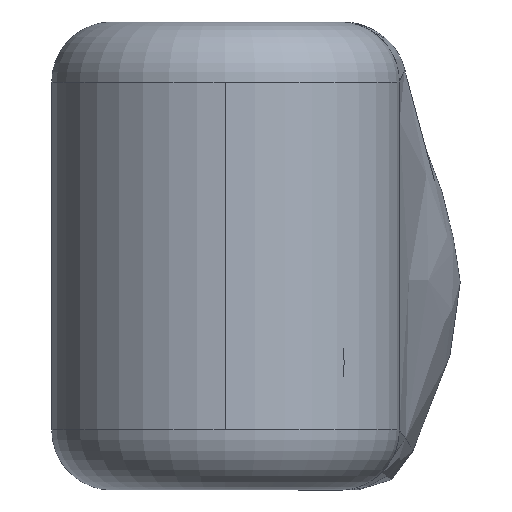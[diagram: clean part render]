
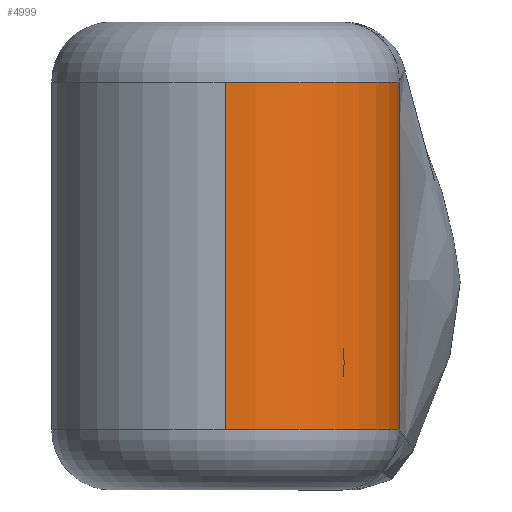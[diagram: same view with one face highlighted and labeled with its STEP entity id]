
A CAD part, left-side view. The second image highlights one B-rep face of the part: STEP entity #4999.
In plain terms, the highlighted cylindrical face has radius 14.5 mm (diameter 29 mm), a partial arc.
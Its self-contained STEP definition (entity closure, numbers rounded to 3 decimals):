
#85 = EDGE_CURVE ( 'NONE', #3081, #2632, #2060, .T. ) ;
#107 = ORIENTED_EDGE ( 'NONE', *, *, #2303, .T. ) ;
#298 = DIRECTION ( 'NONE',  ( 1., 0., 0. ) ) ;
#427 = VERTEX_POINT ( 'NONE', #2862 ) ;
#436 = LINE ( 'NONE', #730, #2902 ) ;
#659 = EDGE_CURVE ( 'NONE', #897, #427, #4891, .T. ) ;
#691 = DIRECTION ( 'NONE',  ( 0., 0., -1. ) ) ;
#730 = CARTESIAN_POINT ( 'NONE',  ( -14.5, 0., 39. ) ) ;
#788 = B_SPLINE_CURVE_WITH_KNOTS ( 'NONE', 3,
 ( #2228, #3399, #2310, #3450 ),
 .UNSPECIFIED., .F., .F.,
 ( 4, 4 ),
 ( 5.002, 34.011 ),
 .UNSPECIFIED. ) ;
#876 = AXIS2_PLACEMENT_3D ( 'NONE', #3891, #3839, #3862 ) ;
#897 = VERTEX_POINT ( 'NONE', #3223 ) ;
#1145 = ORIENTED_EDGE ( 'NONE', *, *, #85, .T. ) ;
#1396 = EDGE_LOOP ( 'NONE', ( #1145, #107, #2218, #3009 ) ) ;
#1802 = AXIS2_PLACEMENT_3D ( 'NONE', #5115, #691, #298 ) ;
#1855 = DIRECTION ( 'NONE',  ( 1., 0., 0. ) ) ;
#2060 = CIRCLE ( 'NONE', #1802, 14.5 ) ;
#2218 = ORIENTED_EDGE ( 'NONE', *, *, #659, .T. ) ;
#2228 = CARTESIAN_POINT ( 'NONE',  ( 0., -14.5, 34. ) ) ;
#2254 = DIRECTION ( 'NONE',  ( 0., 0., 1. ) ) ;
#2303 = EDGE_CURVE ( 'NONE', #2632, #897, #436, .T. ) ;
#2310 = CARTESIAN_POINT ( 'NONE',  ( 0., -14.5, 14.667 ) ) ;
#2631 = FACE_OUTER_BOUND ( 'NONE', #1396, .T. ) ;
#2632 = VERTEX_POINT ( 'NONE', #3604 ) ;
#2862 = CARTESIAN_POINT ( 'NONE',  ( 0., -14.5, 5. ) ) ;
#2902 = VECTOR ( 'NONE', #3986, 1000. ) ;
#3009 = ORIENTED_EDGE ( 'NONE', *, *, #3674, .F. ) ;
#3081 = VERTEX_POINT ( 'NONE', #4306 ) ;
#3223 = CARTESIAN_POINT ( 'NONE',  ( -14.5, 0., 5. ) ) ;
#3399 = CARTESIAN_POINT ( 'NONE',  ( 0., -14.5, 24.333 ) ) ;
#3450 = CARTESIAN_POINT ( 'NONE',  ( 0., -14.5, 5. ) ) ;
#3604 = CARTESIAN_POINT ( 'NONE',  ( -14.5, 0., 34. ) ) ;
#3674 = EDGE_CURVE ( 'NONE', #3081, #427, #788, .T. ) ;
#3839 = DIRECTION ( 'NONE',  ( 0., 0., -1. ) ) ;
#3862 = DIRECTION ( 'NONE',  ( -1., 0., 0. ) ) ;
#3891 = CARTESIAN_POINT ( 'NONE',  ( 0., 0., 39. ) ) ;
#3919 = CYLINDRICAL_SURFACE ( 'NONE', #876, 14.5 ) ;
#3986 = DIRECTION ( 'NONE',  ( 0., 0., -1. ) ) ;
#4306 = CARTESIAN_POINT ( 'NONE',  ( 0., -14.5, 34. ) ) ;
#4891 = CIRCLE ( 'NONE', #5060, 14.5 ) ;
#4999 = ADVANCED_FACE ( 'NONE', ( #2631 ), #3919, .T. ) ;
#5019 = CARTESIAN_POINT ( 'NONE',  ( 0., 0., 5. ) ) ;
#5060 = AXIS2_PLACEMENT_3D ( 'NONE', #5019, #2254, #1855 ) ;
#5115 = CARTESIAN_POINT ( 'NONE',  ( 0., 0., 34. ) ) ;
